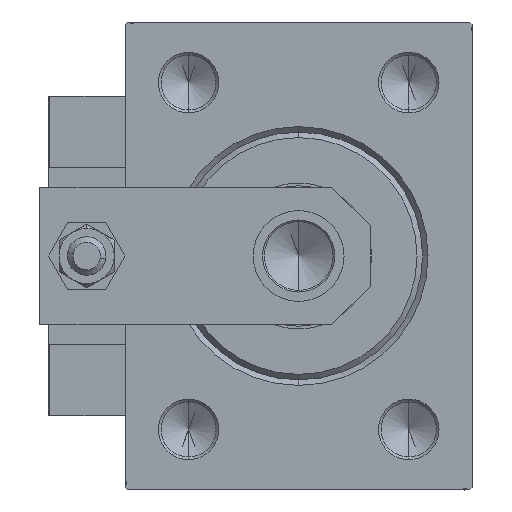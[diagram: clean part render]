
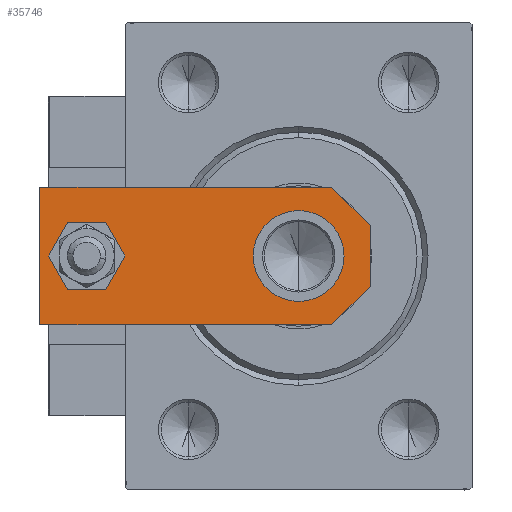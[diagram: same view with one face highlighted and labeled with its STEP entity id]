
A CAD part, left-side view. The second image highlights one B-rep face of the part: STEP entity #35746.
In plain terms, the highlighted face is planar.
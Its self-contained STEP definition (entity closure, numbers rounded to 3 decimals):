
#441 = DIRECTION ( 'NONE',  ( 0., 0., 1. ) ) ;
#460 = CARTESIAN_POINT ( 'NONE',  ( -12.5, 60., 6. ) ) ;
#1385 = ORIENTED_EDGE ( 'NONE', *, *, #26166, .T. ) ;
#1802 = DIRECTION ( 'NONE',  ( 0., 0., 1. ) ) ;
#2919 = EDGE_CURVE ( 'NONE', #4077, #39372, #9060, .T. ) ;
#3255 = EDGE_LOOP ( 'NONE', ( #24178, #13935 ) ) ;
#3720 = VERTEX_POINT ( 'NONE', #33687 ) ;
#4077 = VERTEX_POINT ( 'NONE', #12348 ) ;
#5224 = DIRECTION ( 'NONE',  ( 0., -1., 0. ) ) ;
#5461 = CARTESIAN_POINT ( 'NONE',  ( 0., 13., 6. ) ) ;
#5490 = CARTESIAN_POINT ( 'NONE',  ( 0., 51.5, 6. ) ) ;
#5808 = EDGE_CURVE ( 'NONE', #20450, #36667, #46087, .T. ) ;
#5983 = VECTOR ( 'NONE', #5224, 1000. ) ;
#6243 = DIRECTION ( 'NONE',  ( 1., 0., 0. ) ) ;
#6283 = LINE ( 'NONE', #10478, #29141 ) ;
#7486 = AXIS2_PLACEMENT_3D ( 'NONE', #5461, #31720, #50905 ) ;
#9060 = CIRCLE ( 'NONE', #27518, 4. ) ;
#9104 = AXIS2_PLACEMENT_3D ( 'NONE', #16465, #441, #12517 ) ;
#10162 = EDGE_CURVE ( 'NONE', #20713, #3720, #51764, .T. ) ;
#10188 = DIRECTION ( 'NONE',  ( 1., 0., 0. ) ) ;
#10478 = CARTESIAN_POINT ( 'NONE',  ( 12.5, 60., 6. ) ) ;
#11913 = ORIENTED_EDGE ( 'NONE', *, *, #14888, .F. ) ;
#12348 = CARTESIAN_POINT ( 'NONE',  ( 4., 51.5, 6. ) ) ;
#12517 = DIRECTION ( 'NONE',  ( 1., 0., 0. ) ) ;
#12520 = DIRECTION ( 'NONE',  ( 0., 0., 1. ) ) ;
#12781 = CARTESIAN_POINT ( 'NONE',  ( 0., 0., 6. ) ) ;
#12868 = EDGE_CURVE ( 'NONE', #3720, #35010, #6283, .T. ) ;
#13234 = CARTESIAN_POINT ( 'NONE',  ( 2.75, -2.75, 6. ) ) ;
#13935 = ORIENTED_EDGE ( 'NONE', *, *, #2919, .F. ) ;
#14888 = EDGE_CURVE ( 'NONE', #36667, #20450, #27569, .T. ) ;
#15250 = EDGE_CURVE ( 'NONE', #39372, #4077, #25872, .T. ) ;
#15259 = VECTOR ( 'NONE', #6243, 1000. ) ;
#16465 = CARTESIAN_POINT ( 'NONE',  ( 0., 51.5, 6. ) ) ;
#17222 = CARTESIAN_POINT ( 'NONE',  ( -12.5, 7., 6. ) ) ;
#17814 = DIRECTION ( 'NONE',  ( 1., 0., 0. ) ) ;
#18117 = CARTESIAN_POINT ( 'NONE',  ( -2.75, -2.75, 6. ) ) ;
#18612 = EDGE_CURVE ( 'NONE', #36111, #20713, #32976, .T. ) ;
#18632 = ORIENTED_EDGE ( 'NONE', *, *, #5808, .F. ) ;
#18878 = DIRECTION ( 'NONE',  ( -1., 0., 0. ) ) ;
#18954 = ORIENTED_EDGE ( 'NONE', *, *, #10162, .T. ) ;
#19091 = LINE ( 'NONE', #35150, #15259 ) ;
#19177 = EDGE_LOOP ( 'NONE', ( #18632, #11913 ) ) ;
#19759 = AXIS2_PLACEMENT_3D ( 'NONE', #12781, #12520, #32508 ) ;
#20450 = VERTEX_POINT ( 'NONE', #37470 ) ;
#20713 = VERTEX_POINT ( 'NONE', #23488 ) ;
#20926 = FACE_OUTER_BOUND ( 'NONE', #40064, .T. ) ;
#22470 = ORIENTED_EDGE ( 'NONE', *, *, #43216, .T. ) ;
#23330 = CARTESIAN_POINT ( 'NONE',  ( -4., 51.5, 6. ) ) ;
#23488 = CARTESIAN_POINT ( 'NONE',  ( 12.5, 7., 6. ) ) ;
#23517 = VECTOR ( 'NONE', #49013, 1000. ) ;
#23598 = CARTESIAN_POINT ( 'NONE',  ( 8.25, 13., 6. ) ) ;
#23646 = VECTOR ( 'NONE', #34176, 1000. ) ;
#24178 = ORIENTED_EDGE ( 'NONE', *, *, #15250, .F. ) ;
#25441 = DIRECTION ( 'NONE',  ( 0., 0., 1. ) ) ;
#25576 = CARTESIAN_POINT ( 'NONE',  ( 5.5, 0., 6. ) ) ;
#25872 = CIRCLE ( 'NONE', #9104, 4. ) ;
#26166 = EDGE_CURVE ( 'NONE', #35010, #45608, #45694, .T. ) ;
#27002 = ORIENTED_EDGE ( 'NONE', *, *, #12868, .T. ) ;
#27518 = AXIS2_PLACEMENT_3D ( 'NONE', #5490, #1802, #17814 ) ;
#27569 = CIRCLE ( 'NONE', #30078, 8.25 ) ;
#28992 = ORIENTED_EDGE ( 'NONE', *, *, #18612, .T. ) ;
#29137 = CARTESIAN_POINT ( 'NONE',  ( -12.5, 60., 6. ) ) ;
#29141 = VECTOR ( 'NONE', #18878, 1000. ) ;
#30078 = AXIS2_PLACEMENT_3D ( 'NONE', #45685, #25441, #10188 ) ;
#31720 = DIRECTION ( 'NONE',  ( 0., 0., 1. ) ) ;
#32255 = FACE_BOUND ( 'NONE', #3255, .T. ) ;
#32508 = DIRECTION ( 'NONE',  ( 1., 0., 0. ) ) ;
#32976 = LINE ( 'NONE', #13234, #23517 ) ;
#33687 = CARTESIAN_POINT ( 'NONE',  ( 12.5, 60., 6. ) ) ;
#34176 = DIRECTION ( 'NONE',  ( 0.707, -0.707, 0. ) ) ;
#34958 = LINE ( 'NONE', #18117, #23646 ) ;
#35010 = VERTEX_POINT ( 'NONE', #460 ) ;
#35150 = CARTESIAN_POINT ( 'NONE',  ( -12.5, 0., 6. ) ) ;
#35340 = ORIENTED_EDGE ( 'NONE', *, *, #47004, .T. ) ;
#35746 = ADVANCED_FACE ( 'NONE', ( #32255, #20926, #40925 ), #36731, .T. ) ;
#35775 = VECTOR ( 'NONE', #36524, 1000. ) ;
#36111 = VERTEX_POINT ( 'NONE', #25576 ) ;
#36524 = DIRECTION ( 'NONE',  ( 0., 1., 0. ) ) ;
#36667 = VERTEX_POINT ( 'NONE', #23598 ) ;
#36731 = PLANE ( 'NONE',  #19759 ) ;
#37470 = CARTESIAN_POINT ( 'NONE',  ( -8.25, 13., 6. ) ) ;
#39372 = VERTEX_POINT ( 'NONE', #23330 ) ;
#40064 = EDGE_LOOP ( 'NONE', ( #1385, #22470, #35340, #28992, #18954, #27002 ) ) ;
#40475 = CARTESIAN_POINT ( 'NONE',  ( 12.5, 0., 6. ) ) ;
#40925 = FACE_BOUND ( 'NONE', #19177, .T. ) ;
#42721 = VERTEX_POINT ( 'NONE', #49764 ) ;
#43216 = EDGE_CURVE ( 'NONE', #45608, #42721, #34958, .T. ) ;
#45608 = VERTEX_POINT ( 'NONE', #17222 ) ;
#45685 = CARTESIAN_POINT ( 'NONE',  ( 0., 13., 6. ) ) ;
#45694 = LINE ( 'NONE', #29137, #5983 ) ;
#46087 = CIRCLE ( 'NONE', #7486, 8.25 ) ;
#47004 = EDGE_CURVE ( 'NONE', #42721, #36111, #19091, .T. ) ;
#49013 = DIRECTION ( 'NONE',  ( 0.707, 0.707, 0. ) ) ;
#49764 = CARTESIAN_POINT ( 'NONE',  ( -5.5, 0., 6. ) ) ;
#50905 = DIRECTION ( 'NONE',  ( 1., 0., 0. ) ) ;
#51764 = LINE ( 'NONE', #40475, #35775 ) ;
